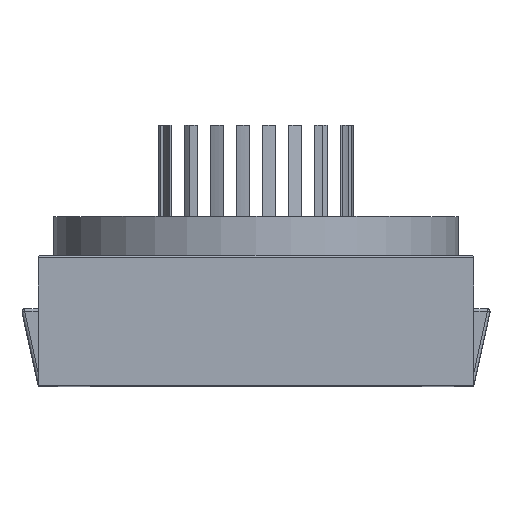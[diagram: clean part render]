
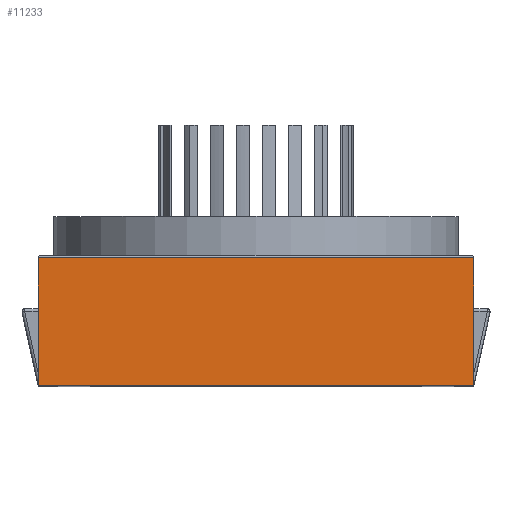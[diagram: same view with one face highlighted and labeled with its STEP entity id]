
A CAD part, top view. The second image highlights one B-rep face of the part: STEP entity #11233.
In plain terms, the highlighted planar face has unit normal (0, 0, 1).
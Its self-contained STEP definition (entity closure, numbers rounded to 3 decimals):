
#82=PLANE('',#12054);
#719=LINE('',#16443,#2015);
#749=LINE('',#16536,#2045);
#887=LINE('',#16984,#2183);
#950=LINE('',#17137,#2246);
#2015=VECTOR('',#13004,9.8);
#2045=VECTOR('',#13068,9.8);
#2183=VECTOR('',#13436,33.4);
#2246=VECTOR('',#13575,33.4);
#3340=FACE_OUTER_BOUND('',#4020,.T.);
#4020=EDGE_LOOP('',(#8278,#8279,#8280,#8281));
#5110=VERTEX_POINT('',#16441);
#5111=VERTEX_POINT('',#16442);
#5156=VERTEX_POINT('',#16533);
#5157=VERTEX_POINT('',#16535);
#6184=EDGE_CURVE('',#5110,#5111,#719,.T.);
#6230=EDGE_CURVE('',#5157,#5156,#749,.T.);
#6446=EDGE_CURVE('',#5110,#5157,#887,.T.);
#6537=EDGE_CURVE('',#5156,#5111,#950,.T.);
#8278=ORIENTED_EDGE('',*,*,#6230,.T.);
#8279=ORIENTED_EDGE('',*,*,#6537,.T.);
#8280=ORIENTED_EDGE('',*,*,#6184,.F.);
#8281=ORIENTED_EDGE('',*,*,#6446,.T.);
#11233=ADVANCED_FACE('',(#3340),#82,.T.);
#12054=AXIS2_PLACEMENT_3D('',#17136,#13573,#13574);
#13004=DIRECTION('',(0.,1.,0.));
#13068=DIRECTION('',(0.,1.,0.));
#13436=DIRECTION('',(1.,0.,0.));
#13573=DIRECTION('center_axis',(0.,0.,1.));
#13574=DIRECTION('ref_axis',(1.,0.,0.));
#13575=DIRECTION('',(-1.,0.,0.));
#16441=CARTESIAN_POINT('',(-16.7,-10.,25.));
#16442=CARTESIAN_POINT('',(-16.7,-0.2,25.));
#16443=CARTESIAN_POINT('',(-16.7,-10.,25.));
#16533=CARTESIAN_POINT('',(16.7,-0.2,25.));
#16535=CARTESIAN_POINT('',(16.7,-10.,25.));
#16536=CARTESIAN_POINT('',(16.7,-10.,25.));
#16984=CARTESIAN_POINT('',(16.7,-10.,25.));
#17136=CARTESIAN_POINT('Origin',(16.7,-10.,25.));
#17137=CARTESIAN_POINT('',(16.7,-0.2,25.));
